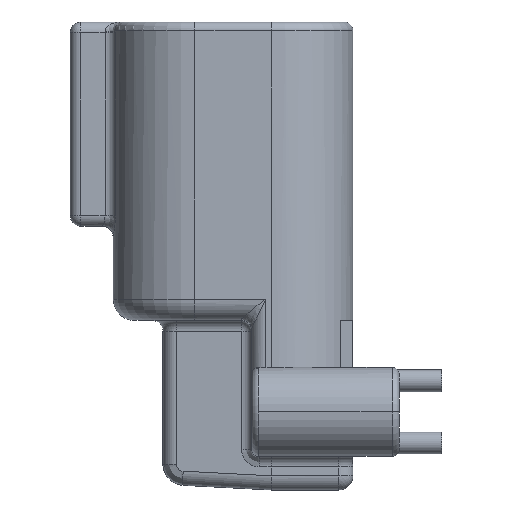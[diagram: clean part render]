
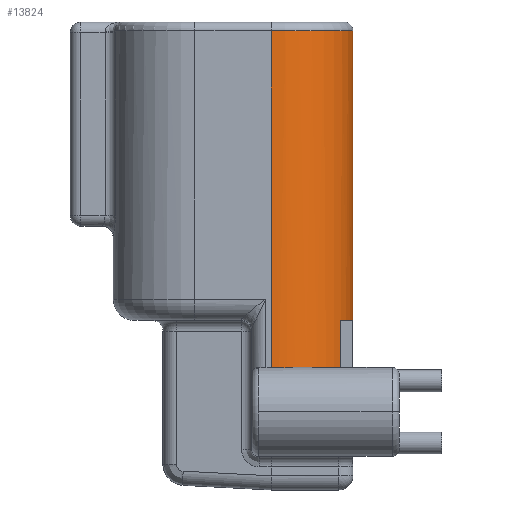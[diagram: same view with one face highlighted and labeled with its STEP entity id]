
A CAD part, left-side view. The second image highlights one B-rep face of the part: STEP entity #13824.
In plain terms, the highlighted cylindrical face has radius 5.842 mm (diameter 11.684 mm), a partial arc.
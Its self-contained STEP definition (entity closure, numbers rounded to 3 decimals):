
#3887=DIRECTION('',(0.,0.,-1.));
#3888=VECTOR('',#3887,24.077);
#3889=CARTESIAN_POINT('',(-10.668,-2.731,-0.635));
#3890=LINE('',#3889,#3888);
#4761=DIRECTION('',(0.,0.,-1.));
#4762=VECTOR('',#4761,3.366);
#4763=CARTESIAN_POINT('',(-7.874,-7.714,-21.336));
#4764=LINE('',#4763,#4762);
#4789=CARTESIAN_POINT('',(-4.826,-2.731,-0.635));
#4790=DIRECTION('',(0.,0.,1.));
#4791=DIRECTION('',(-1.,0.,0.));
#4792=AXIS2_PLACEMENT_3D('',#4789,#4790,#4791);
#4794=DIRECTION('',(0.,0.,-1.));
#4795=VECTOR('',#4794,20.701);
#4796=CARTESIAN_POINT('',(-4.826,-8.573,-0.635));
#4797=LINE('',#4796,#4795);
#4798=CARTESIAN_POINT('',(-4.826,-2.731,-21.336));
#4799=DIRECTION('',(0.,0.,1.));
#4800=DIRECTION('',(-0.522,-0.853,0.));
#4801=AXIS2_PLACEMENT_3D('',#4798,#4799,#4800);
#5505=CARTESIAN_POINT('',(-10.668,-2.731,-24.712));
#5506=CARTESIAN_POINT('',(-10.668,-2.761,-24.712));
#5507=CARTESIAN_POINT('',(-10.668,-2.821,
-24.712));
#5508=CARTESIAN_POINT('',(-10.665,-2.912,
-24.711));
#5509=CARTESIAN_POINT('',(-10.662,-3.003,
-24.711));
#5510=CARTESIAN_POINT('',(-10.657,-3.094,
-24.711));
#5511=CARTESIAN_POINT('',(-10.651,-3.185,
-24.71));
#5512=CARTESIAN_POINT('',(-10.643,-3.276,
-24.71));
#5513=CARTESIAN_POINT('',(-10.634,-3.366,
-24.709));
#5514=CARTESIAN_POINT('',(-10.623,-3.457,
-24.708));
#5515=CARTESIAN_POINT('',(-10.611,-3.547,
-24.708));
#5516=CARTESIAN_POINT('',(-10.597,-3.637,
-24.707));
#5517=CARTESIAN_POINT('',(-10.583,-3.727,
-24.706));
#5518=CARTESIAN_POINT('',(-10.566,-3.817,
-24.705));
#5519=CARTESIAN_POINT('',(-10.549,-3.906,
-24.704));
#5520=CARTESIAN_POINT('',(-10.53,-3.996,
-24.704));
#5521=CARTESIAN_POINT('',(-10.509,-4.084,
-24.703));
#5522=CARTESIAN_POINT('',(-10.487,-4.173,
-24.702));
#5523=CARTESIAN_POINT('',(-10.464,-4.26,
-24.702));
#5524=CARTESIAN_POINT('',(-10.44,-4.348,
-24.702));
#5525=CARTESIAN_POINT('',(-10.423,-4.406,-24.702));
#5526=CARTESIAN_POINT('',(-10.414,-4.434,-24.702));
#5546=CARTESIAN_POINT('',(-4.826,-2.731,-24.702));
#5547=DIRECTION('',(0.,0.,-1.));
#5548=DIRECTION('',(-0.522,-0.853,0.));
#5549=AXIS2_PLACEMENT_3D('',#5546,#5547,#5548);
#5880=VERTEX_POINT('',#5505);
#5881=VERTEX_POINT('',#5526);
#5888=CARTESIAN_POINT('',(-4.826,-8.573,-21.336));
#5890=VERTEX_POINT('',#5888);
#5900=CARTESIAN_POINT('',(-7.874,-7.714,-24.702));
#5901=VERTEX_POINT('',#5900);
#5902=CARTESIAN_POINT('',(-7.874,-7.714,-21.336));
#5903=VERTEX_POINT('',#5902);
#6536=CARTESIAN_POINT('',(-4.826,-8.573,-0.635));
#6537=VERTEX_POINT('',#6536);
#6540=CARTESIAN_POINT('',(-10.668,-2.731,-0.635));
#6541=VERTEX_POINT('',#6540);
#13806=CARTESIAN_POINT('',(-4.826,-2.731,0.));
#13807=DIRECTION('',(0.,0.,1.));
#13808=DIRECTION('',(1.,0.,0.));
#13809=AXIS2_PLACEMENT_3D('',#13806,#13807,#13808);
#13810=CYLINDRICAL_SURFACE('',#13809,5.842);
#13811=ORIENTED_EDGE('',*,*,#11436,.T.);
#13813=ORIENTED_EDGE('',*,*,#13812,.T.);
#13815=ORIENTED_EDGE('',*,*,#13814,.F.);
#13816=ORIENTED_EDGE('',*,*,#13781,.T.);
#13818=ORIENTED_EDGE('',*,*,#13817,.T.);
#13820=ORIENTED_EDGE('',*,*,#13819,.F.);
#13821=ORIENTED_EDGE('',*,*,#13076,.F.);
#13822=EDGE_LOOP('',(#13811,#13813,#13815,#13816,#13818,#13820,#13821));
#13823=FACE_OUTER_BOUND('',#13822,.F.);
#4793=CIRCLE('',#4792,5.842);
#4802=CIRCLE('',#4801,5.842);
#5527=B_SPLINE_CURVE_WITH_KNOTS('',3,(#5505,#5506,#5507,#5508,#5509,#5510,#5511,
#5512,#5513,#5514,#5515,#5516,#5517,#5518,#5519,#5520,#5521,#5522,#5523,#5524,
#5525,#5526),.UNSPECIFIED.,.F.,.F.,(4,1,1,1,1,1,1,1,1,1,1,1,1,1,1,1,1,1,1,4),(
0.,0.053,0.105,0.158,0.211,
0.263,0.316,0.368,0.421,
0.474,0.526,0.579,0.632,
0.684,0.737,0.789,0.842,
0.895,0.947,1.),.UNSPECIFIED.);
#5550=CIRCLE('',#5549,5.842);
#11436=EDGE_CURVE('',#6541,#6537,#4793,.T.);
#13076=EDGE_CURVE('',#6541,#5880,#3890,.T.);
#13781=EDGE_CURVE('',#5903,#5901,#4764,.T.);
#13812=EDGE_CURVE('',#6537,#5890,#4797,.T.);
#13814=EDGE_CURVE('',#5903,#5890,#4802,.T.);
#13817=EDGE_CURVE('',#5901,#5881,#5550,.T.);
#13819=EDGE_CURVE('',#5880,#5881,#5527,.T.);
#13824=ADVANCED_FACE('',(#13823),#13810,.T.);
